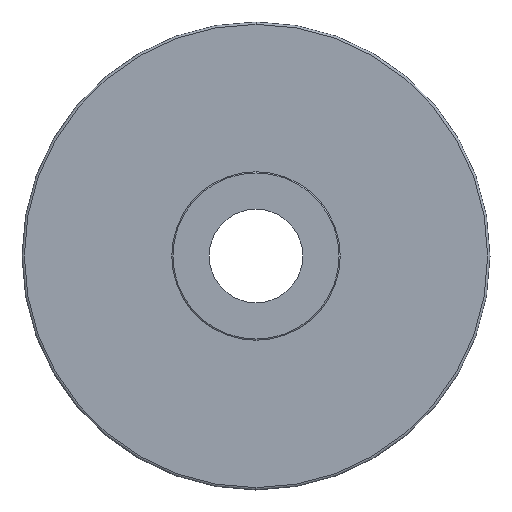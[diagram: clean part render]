
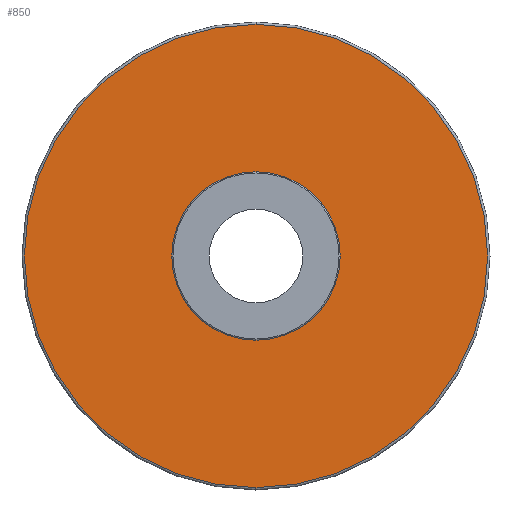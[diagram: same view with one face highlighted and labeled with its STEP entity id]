
A CAD part, left-side view. The second image highlights one B-rep face of the part: STEP entity #850.
In plain terms, the highlighted planar face has unit normal (-1, 0, 0).
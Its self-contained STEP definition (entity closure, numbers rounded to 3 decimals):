
#1 = ORIENTED_EDGE ( 'NONE', *, *, #420, .T. ) ;
#7 = CARTESIAN_POINT ( 'NONE',  ( -20., 18., 0. ) ) ;
#43 = DIRECTION ( 'NONE',  ( -1., 0., 0. ) ) ;
#49 = CARTESIAN_POINT ( 'NONE',  ( -20., 0., 0. ) ) ;
#72 = CARTESIAN_POINT ( 'NONE',  ( -20., 0., 49.5 ) ) ;
#104 = AXIS2_PLACEMENT_3D ( 'NONE', #7, #553, #484 ) ;
#124 = DIRECTION ( 'NONE',  ( -1., 0., 0. ) ) ;
#141 = PLANE ( 'NONE',  #104 ) ;
#173 = DIRECTION ( 'NONE',  ( -1., 0., 0. ) ) ;
#194 = CARTESIAN_POINT ( 'NONE',  ( -20., 0., -49.5 ) ) ;
#199 = FACE_OUTER_BOUND ( 'NONE', #705, .T. ) ;
#216 = FACE_BOUND ( 'NONE', #770, .T. ) ;
#229 = VERTEX_POINT ( 'NONE', #194 ) ;
#232 = VERTEX_POINT ( 'NONE', #749 ) ;
#243 = CIRCLE ( 'NONE', #871, 49.5 ) ;
#250 = DIRECTION ( 'NONE',  ( 0., 0., 1. ) ) ;
#269 = CARTESIAN_POINT ( 'NONE',  ( -20., 0., 0. ) ) ;
#285 = ORIENTED_EDGE ( 'NONE', *, *, #398, .T. ) ;
#313 = CIRCLE ( 'NONE', #491, 18. ) ;
#398 = EDGE_CURVE ( 'NONE', #486, #229, #542, .T. ) ;
#420 = EDGE_CURVE ( 'NONE', #229, #486, #243, .T. ) ;
#446 = DIRECTION ( 'NONE',  ( 0., 0., 1. ) ) ;
#484 = DIRECTION ( 'NONE',  ( 0., 0., -1. ) ) ;
#486 = VERTEX_POINT ( 'NONE', #72 ) ;
#491 = AXIS2_PLACEMENT_3D ( 'NONE', #815, #173, #677 ) ;
#503 = CARTESIAN_POINT ( 'NONE',  ( -20., 0., 18. ) ) ;
#527 = AXIS2_PLACEMENT_3D ( 'NONE', #49, #897, #549 ) ;
#542 = CIRCLE ( 'NONE', #527, 49.5 ) ;
#549 = DIRECTION ( 'NONE',  ( 0., 0., 1. ) ) ;
#553 = DIRECTION ( 'NONE',  ( 1., 0., 0. ) ) ;
#628 = CIRCLE ( 'NONE', #930, 18. ) ;
#677 = DIRECTION ( 'NONE',  ( 0., 0., 1. ) ) ;
#702 = EDGE_CURVE ( 'NONE', #909, #232, #313, .T. ) ;
#705 = EDGE_LOOP ( 'NONE', ( #285, #1 ) ) ;
#749 = CARTESIAN_POINT ( 'NONE',  ( -20., 0., -18. ) ) ;
#770 = EDGE_LOOP ( 'NONE', ( #797, #922 ) ) ;
#772 = CARTESIAN_POINT ( 'NONE',  ( -20., 0., 0. ) ) ;
#797 = ORIENTED_EDGE ( 'NONE', *, *, #702, .F. ) ;
#815 = CARTESIAN_POINT ( 'NONE',  ( -20., 0., 0. ) ) ;
#850 = ADVANCED_FACE ( 'NONE', ( #216, #199 ), #141, .F. ) ;
#851 = EDGE_CURVE ( 'NONE', #232, #909, #628, .T. ) ;
#871 = AXIS2_PLACEMENT_3D ( 'NONE', #269, #43, #250 ) ;
#897 = DIRECTION ( 'NONE',  ( -1., 0., 0. ) ) ;
#909 = VERTEX_POINT ( 'NONE', #503 ) ;
#922 = ORIENTED_EDGE ( 'NONE', *, *, #851, .F. ) ;
#930 = AXIS2_PLACEMENT_3D ( 'NONE', #772, #124, #446 ) ;
